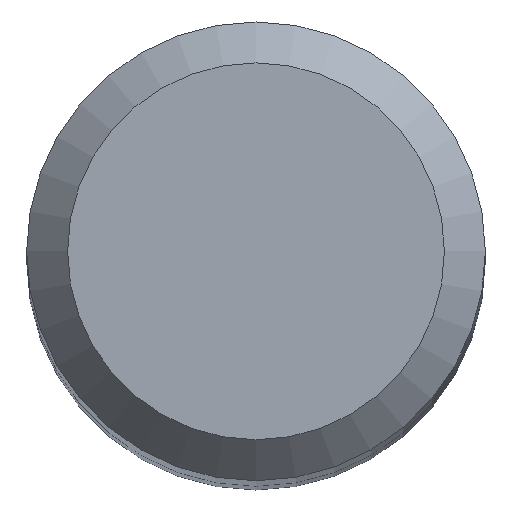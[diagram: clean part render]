
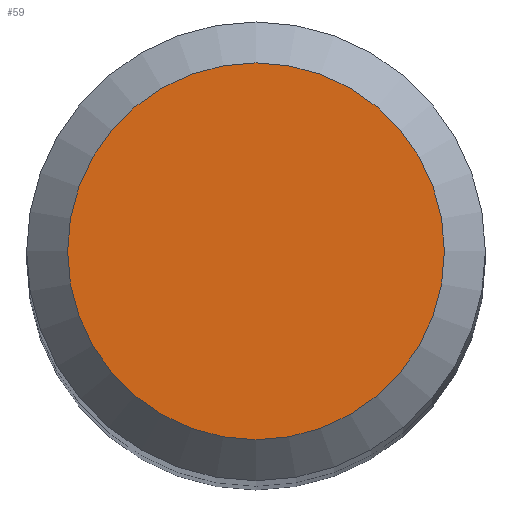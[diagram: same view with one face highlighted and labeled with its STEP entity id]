
A CAD part, top view. The second image highlights one B-rep face of the part: STEP entity #59.
In plain terms, the highlighted planar face has unit normal (0, 0, 1).
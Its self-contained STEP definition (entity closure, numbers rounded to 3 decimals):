
#2 = FACE_OUTER_BOUND ( 'NONE', #48, .T. ) ;
#3 = DIRECTION ( 'NONE',  ( 0., 0., -1. ) ) ;
#11 = ORIENTED_EDGE ( 'NONE', *, *, #31, .F. ) ;
#16 = CARTESIAN_POINT ( 'NONE',  ( 0., 0., 66. ) ) ;
#29 = PLANE ( 'NONE',  #105 ) ;
#31 = EDGE_CURVE ( 'NONE', #69, #69, #51, .T. ) ;
#34 = CARTESIAN_POINT ( 'NONE',  ( 0., 2.3, 66. ) ) ;
#48 = EDGE_LOOP ( 'NONE', ( #11 ) ) ;
#51 = CIRCLE ( 'NONE', #197, 2.3 ) ;
#59 = ADVANCED_FACE ( 'NONE', ( #2 ), #29, .F. ) ;
#63 = DIRECTION ( 'NONE',  ( 0., 0., -1. ) ) ;
#69 = VERTEX_POINT ( 'NONE', #34 ) ;
#79 = DIRECTION ( 'NONE',  ( 0., 1., 0. ) ) ;
#105 = AXIS2_PLACEMENT_3D ( 'NONE', #192, #63, #79 ) ;
#118 = DIRECTION ( 'NONE',  ( 0., 1., 0. ) ) ;
#192 = CARTESIAN_POINT ( 'NONE',  ( 0., 0., 66. ) ) ;
#197 = AXIS2_PLACEMENT_3D ( 'NONE', #16, #3, #118 ) ;
